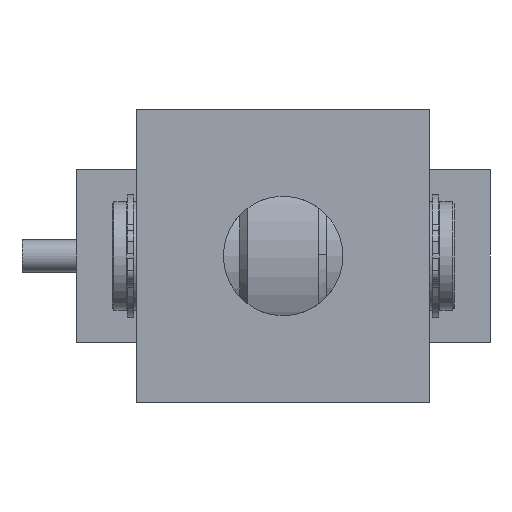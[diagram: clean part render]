
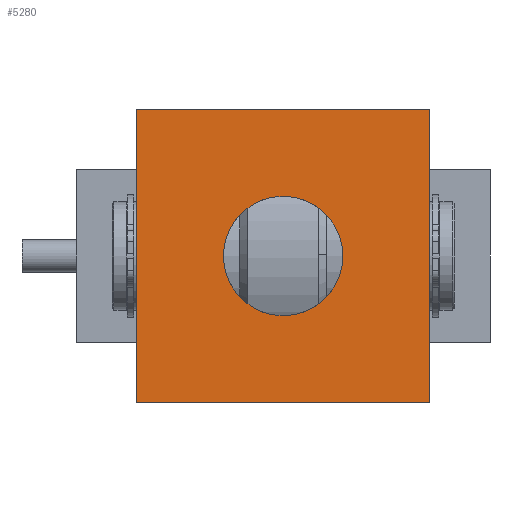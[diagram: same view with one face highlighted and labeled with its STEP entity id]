
A CAD part, front view. The second image highlights one B-rep face of the part: STEP entity #5280.
In plain terms, the highlighted face is planar.
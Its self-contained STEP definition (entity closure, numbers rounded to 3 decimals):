
#23 = CARTESIAN_POINT ( 'NONE',  ( 27., 0., -27. ) ) ;
#45 = CARTESIAN_POINT ( 'NONE',  ( 27., 0., 27. ) ) ;
#57 = VECTOR ( 'NONE', #3022, 1000. ) ;
#58 = ORIENTED_EDGE ( 'NONE', *, *, #1715, .F. ) ;
#94 = CARTESIAN_POINT ( 'NONE',  ( 27., 0., -27. ) ) ;
#122 = VECTOR ( 'NONE', #4062, 1000. ) ;
#403 = DIRECTION ( 'NONE',  ( 0., 0., 1. ) ) ;
#421 = CARTESIAN_POINT ( 'NONE',  ( -27., 0., -27. ) ) ;
#436 = EDGE_CURVE ( 'NONE', #2383, #1021, #2435, .T. ) ;
#454 = VERTEX_POINT ( 'NONE', #5394 ) ;
#1021 = VERTEX_POINT ( 'NONE', #421 ) ;
#1042 = EDGE_CURVE ( 'NONE', #1938, #1859, #1246, .T. ) ;
#1246 = LINE ( 'NONE', #3465, #57 ) ;
#1248 = AXIS2_PLACEMENT_3D ( 'NONE', #4145, #3270, #1505 ) ;
#1261 = VECTOR ( 'NONE', #3628, 1000. ) ;
#1380 = DIRECTION ( 'NONE',  ( 0., -1., 0. ) ) ;
#1387 = FACE_BOUND ( 'NONE', #3815, .T. ) ;
#1424 = DIRECTION ( 'NONE',  ( 0., 0., 1. ) ) ;
#1504 = VERTEX_POINT ( 'NONE', #4392 ) ;
#1505 = DIRECTION ( 'NONE',  ( 0., 0., 1. ) ) ;
#1715 = EDGE_CURVE ( 'NONE', #1504, #454, #1929, .T. ) ;
#1748 = CARTESIAN_POINT ( 'NONE',  ( 27., 0., -27. ) ) ;
#1859 = VERTEX_POINT ( 'NONE', #3841 ) ;
#1929 = CIRCLE ( 'NONE', #1248, 11. ) ;
#1938 = VERTEX_POINT ( 'NONE', #45 ) ;
#2002 = EDGE_CURVE ( 'NONE', #1021, #1859, #4916, .T. ) ;
#2244 = ORIENTED_EDGE ( 'NONE', *, *, #2002, .T. ) ;
#2383 = VERTEX_POINT ( 'NONE', #1748 ) ;
#2435 = LINE ( 'NONE', #94, #1261 ) ;
#2972 = CARTESIAN_POINT ( 'NONE',  ( 27., 0., -27. ) ) ;
#3022 = DIRECTION ( 'NONE',  ( -1., 0., 0. ) ) ;
#3120 = CARTESIAN_POINT ( 'NONE',  ( -27., 0., -27. ) ) ;
#3122 = DIRECTION ( 'NONE',  ( 0., 0., -1. ) ) ;
#3264 = ORIENTED_EDGE ( 'NONE', *, *, #1042, .F. ) ;
#3270 = DIRECTION ( 'NONE',  ( 0., 1., 0. ) ) ;
#3406 = ORIENTED_EDGE ( 'NONE', *, *, #4909, .F. ) ;
#3465 = CARTESIAN_POINT ( 'NONE',  ( 27., 0., 27. ) ) ;
#3628 = DIRECTION ( 'NONE',  ( -1., 0., 0. ) ) ;
#3815 = EDGE_LOOP ( 'NONE', ( #3406, #58 ) ) ;
#3841 = CARTESIAN_POINT ( 'NONE',  ( -27., 0., 27. ) ) ;
#4035 = CARTESIAN_POINT ( 'NONE',  ( 0., 0., 0. ) ) ;
#4062 = DIRECTION ( 'NONE',  ( 0., 0., 1. ) ) ;
#4145 = CARTESIAN_POINT ( 'NONE',  ( 0., 0., 0. ) ) ;
#4287 = AXIS2_PLACEMENT_3D ( 'NONE', #4035, #4940, #1424 ) ;
#4336 = EDGE_LOOP ( 'NONE', ( #2244, #3264, #5363, #5067 ) ) ;
#4392 = CARTESIAN_POINT ( 'NONE',  ( 0., 0., -11. ) ) ;
#4438 = VECTOR ( 'NONE', #403, 1000. ) ;
#4719 = EDGE_CURVE ( 'NONE', #2383, #1938, #4738, .T. ) ;
#4738 = LINE ( 'NONE', #2972, #4438 ) ;
#4909 = EDGE_CURVE ( 'NONE', #454, #1504, #4936, .T. ) ;
#4916 = LINE ( 'NONE', #3120, #122 ) ;
#4936 = CIRCLE ( 'NONE', #4287, 11. ) ;
#4940 = DIRECTION ( 'NONE',  ( 0., 1., 0. ) ) ;
#4997 = PLANE ( 'NONE',  #5136 ) ;
#5067 = ORIENTED_EDGE ( 'NONE', *, *, #436, .T. ) ;
#5136 = AXIS2_PLACEMENT_3D ( 'NONE', #23, #1380, #3122 ) ;
#5280 = ADVANCED_FACE ( 'NONE', ( #1387, #5488 ), #4997, .F. ) ;
#5363 = ORIENTED_EDGE ( 'NONE', *, *, #4719, .F. ) ;
#5394 = CARTESIAN_POINT ( 'NONE',  ( 0., 0., 11. ) ) ;
#5488 = FACE_OUTER_BOUND ( 'NONE', #4336, .T. ) ;
